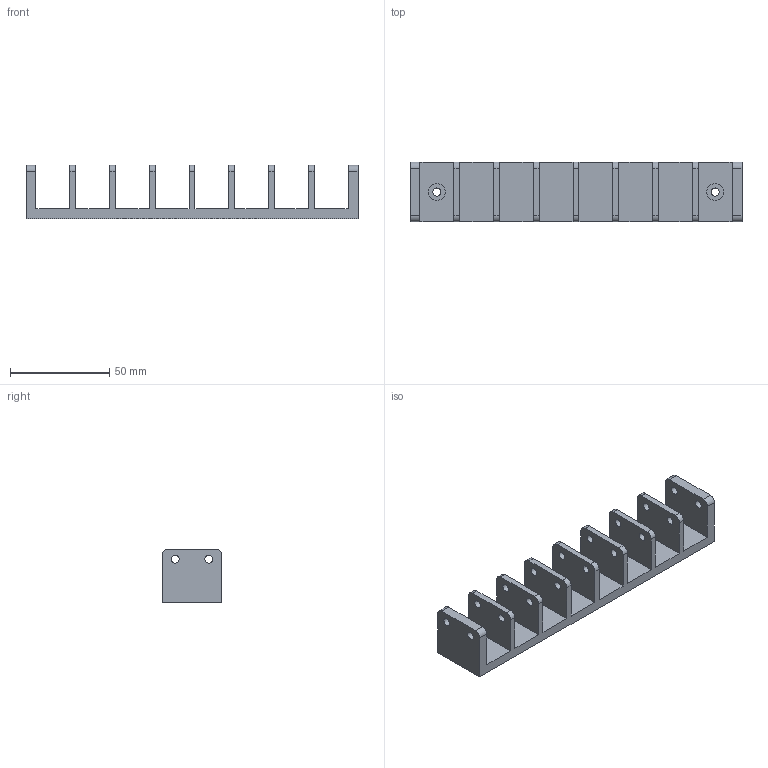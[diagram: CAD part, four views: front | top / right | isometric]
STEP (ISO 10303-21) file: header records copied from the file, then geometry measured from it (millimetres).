
FILE_DESCRIPTION(/* description */ (''),/* implementation_level */ '2;1');
FILE_NAME(/* name */ 'Air Flow Control Valve Mount.step',/* time_stamp */ '2025-11-18T11:03:47-05:00',/* author */ (''),/* organization */ (''),/* preprocessor_version */ 'ST-DEVELOPER v20.1',/* originating_system */ 'Autodesk Translation Framework v14.21.0.0',/* authorisation */ '');
FILE_SCHEMA (('AUTOMOTIVE_DESIGN { 1 0 10303 214 3 1 1 }'));
Length unit declared in the file: millimetre
Products named in the file (1): Air Flow Control Valve Mount
Bounding box: 167 x 30 x 27 mm (x, y, z)
Volume: 44217.9 mm3; surface area: 25570.3 mm2
Topology: 1 solids, 1 shells, 80 faces, 228 edges, 152 vertices
Faces by surface type: cylinder 40, plane 40
Full cylindrical faces by diameter (mm): 4 x18, 4.1 x2, 8.5 x2
Entity records: 2752 total; most frequent: DIRECTION 470, CARTESIAN_POINT 461, ORIENTED_EDGE 456, EDGE_CURVE 228, AXIS2_PLACEMENT_3D 161, VERTEX_POINT 152, LINE 148, VECTOR 148
